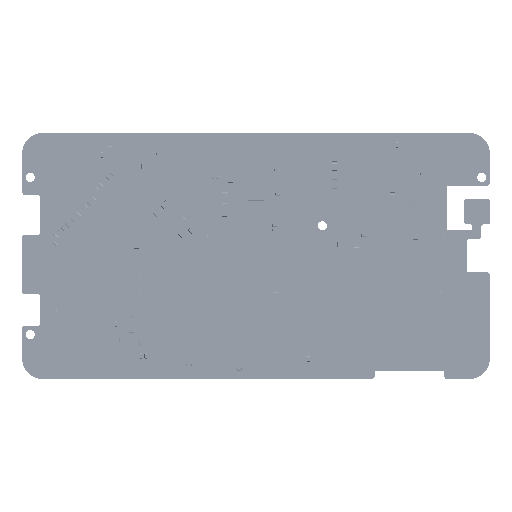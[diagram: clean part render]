
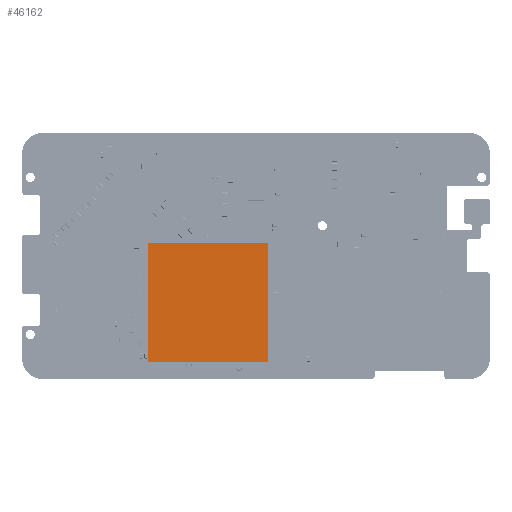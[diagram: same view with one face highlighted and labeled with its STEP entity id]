
A CAD part, top view. The second image highlights one B-rep face of the part: STEP entity #46162.
In plain terms, the highlighted planar face has unit normal (0, 0, 1).
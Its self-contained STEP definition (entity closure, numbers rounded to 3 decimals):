
#45848 = VERTEX_POINT('',#45849);
#45849 = CARTESIAN_POINT('',(-11.702,11.702,1.6));
#45856 = PLANE('',#45857);
#45857 = AXIS2_PLACEMENT_3D('',#45858,#45859,#45860);
#45858 = CARTESIAN_POINT('',(-11.702,11.702,0.));
#45859 = DIRECTION('',(0.,1.,0.));
#45860 = DIRECTION('',(1.,0.,0.));
#45868 = PLANE('',#45869);
#45869 = AXIS2_PLACEMENT_3D('',#45870,#45871,#45872);
#45870 = CARTESIAN_POINT('',(-11.702,-11.702,0.));
#45871 = DIRECTION('',(-1.,0.,0.));
#45872 = DIRECTION('',(0.,1.,0.));
#45880 = EDGE_CURVE('',#45848,#45881,#45883,.T.);
#45881 = VERTEX_POINT('',#45882);
#45882 = CARTESIAN_POINT('',(11.702,11.702,1.6));
#45883 = SURFACE_CURVE('',#45884,(#45888,#45895),.PCURVE_S1.);
#45884 = LINE('',#45885,#45886);
#45885 = CARTESIAN_POINT('',(-11.702,11.702,1.6));
#45886 = VECTOR('',#45887,1.);
#45887 = DIRECTION('',(1.,0.,0.));
#45888 = PCURVE('',#45856,#45889);
#45889 = DEFINITIONAL_REPRESENTATION('',(#45890),#45894);
#45890 = LINE('',#45891,#45892);
#45891 = CARTESIAN_POINT('',(0.,-1.6));
#45892 = VECTOR('',#45893,1.);
#45893 = DIRECTION('',(1.,0.));
#45894 = ( GEOMETRIC_REPRESENTATION_CONTEXT(2) 
PARAMETRIC_REPRESENTATION_CONTEXT() REPRESENTATION_CONTEXT('2D SPACE',''
  ) );
#45895 = PCURVE('',#45896,#45901);
#45896 = PLANE('',#45897);
#45897 = AXIS2_PLACEMENT_3D('',#45898,#45899,#45900);
#45898 = CARTESIAN_POINT('',(-11.702,11.702,1.6));
#45899 = DIRECTION('',(0.,0.,1.));
#45900 = DIRECTION('',(1.,0.,0.));
#45901 = DEFINITIONAL_REPRESENTATION('',(#45902),#45906);
#45902 = LINE('',#45903,#45904);
#45903 = CARTESIAN_POINT('',(0.,0.));
#45904 = VECTOR('',#45905,1.);
#45905 = DIRECTION('',(1.,0.));
#45906 = ( GEOMETRIC_REPRESENTATION_CONTEXT(2) 
PARAMETRIC_REPRESENTATION_CONTEXT() REPRESENTATION_CONTEXT('2D SPACE',''
  ) );
#45924 = PLANE('',#45925);
#45925 = AXIS2_PLACEMENT_3D('',#45926,#45927,#45928);
#45926 = CARTESIAN_POINT('',(11.702,11.702,0.));
#45927 = DIRECTION('',(1.,0.,0.));
#45928 = DIRECTION('',(0.,-1.,0.));
#45966 = EDGE_CURVE('',#45881,#45967,#45969,.T.);
#45967 = VERTEX_POINT('',#45968);
#45968 = CARTESIAN_POINT('',(11.702,-11.702,1.6));
#45969 = SURFACE_CURVE('',#45970,(#45974,#45981),.PCURVE_S1.);
#45970 = LINE('',#45971,#45972);
#45971 = CARTESIAN_POINT('',(11.702,11.702,1.6));
#45972 = VECTOR('',#45973,1.);
#45973 = DIRECTION('',(0.,-1.,0.));
#45974 = PCURVE('',#45924,#45975);
#45975 = DEFINITIONAL_REPRESENTATION('',(#45976),#45980);
#45976 = LINE('',#45977,#45978);
#45977 = CARTESIAN_POINT('',(0.,-1.6));
#45978 = VECTOR('',#45979,1.);
#45979 = DIRECTION('',(1.,0.));
#45980 = ( GEOMETRIC_REPRESENTATION_CONTEXT(2) 
PARAMETRIC_REPRESENTATION_CONTEXT() REPRESENTATION_CONTEXT('2D SPACE',''
  ) );
#45981 = PCURVE('',#45896,#45982);
#45982 = DEFINITIONAL_REPRESENTATION('',(#45983),#45987);
#45983 = LINE('',#45984,#45985);
#45984 = CARTESIAN_POINT('',(23.403,0.));
#45985 = VECTOR('',#45986,1.);
#45986 = DIRECTION('',(0.,-1.));
#45987 = ( GEOMETRIC_REPRESENTATION_CONTEXT(2) 
PARAMETRIC_REPRESENTATION_CONTEXT() REPRESENTATION_CONTEXT('2D SPACE',''
  ) );
#46005 = PLANE('',#46006);
#46006 = AXIS2_PLACEMENT_3D('',#46007,#46008,#46009);
#46007 = CARTESIAN_POINT('',(11.702,-11.702,0.));
#46008 = DIRECTION('',(0.,-1.,0.));
#46009 = DIRECTION('',(-1.,0.,0.));
#46042 = EDGE_CURVE('',#45967,#46043,#46045,.T.);
#46043 = VERTEX_POINT('',#46044);
#46044 = CARTESIAN_POINT('',(-11.702,-11.702,1.6));
#46045 = SURFACE_CURVE('',#46046,(#46050,#46057),.PCURVE_S1.);
#46046 = LINE('',#46047,#46048);
#46047 = CARTESIAN_POINT('',(11.702,-11.702,1.6));
#46048 = VECTOR('',#46049,1.);
#46049 = DIRECTION('',(-1.,0.,0.));
#46050 = PCURVE('',#46005,#46051);
#46051 = DEFINITIONAL_REPRESENTATION('',(#46052),#46056);
#46052 = LINE('',#46053,#46054);
#46053 = CARTESIAN_POINT('',(0.,-1.6));
#46054 = VECTOR('',#46055,1.);
#46055 = DIRECTION('',(1.,0.));
#46056 = ( GEOMETRIC_REPRESENTATION_CONTEXT(2) 
PARAMETRIC_REPRESENTATION_CONTEXT() REPRESENTATION_CONTEXT('2D SPACE',''
  ) );
#46057 = PCURVE('',#45896,#46058);
#46058 = DEFINITIONAL_REPRESENTATION('',(#46059),#46063);
#46059 = LINE('',#46060,#46061);
#46060 = CARTESIAN_POINT('',(23.403,-23.403));
#46061 = VECTOR('',#46062,1.);
#46062 = DIRECTION('',(-1.,0.));
#46063 = ( GEOMETRIC_REPRESENTATION_CONTEXT(2) 
PARAMETRIC_REPRESENTATION_CONTEXT() REPRESENTATION_CONTEXT('2D SPACE',''
  ) );
#46113 = EDGE_CURVE('',#46043,#45848,#46114,.T.);
#46114 = SURFACE_CURVE('',#46115,(#46119,#46126),.PCURVE_S1.);
#46115 = LINE('',#46116,#46117);
#46116 = CARTESIAN_POINT('',(-11.702,-11.702,1.6));
#46117 = VECTOR('',#46118,1.);
#46118 = DIRECTION('',(0.,1.,0.));
#46119 = PCURVE('',#45868,#46120);
#46120 = DEFINITIONAL_REPRESENTATION('',(#46121),#46125);
#46121 = LINE('',#46122,#46123);
#46122 = CARTESIAN_POINT('',(0.,-1.6));
#46123 = VECTOR('',#46124,1.);
#46124 = DIRECTION('',(1.,0.));
#46125 = ( GEOMETRIC_REPRESENTATION_CONTEXT(2) 
PARAMETRIC_REPRESENTATION_CONTEXT() REPRESENTATION_CONTEXT('2D SPACE',''
  ) );
#46126 = PCURVE('',#45896,#46127);
#46127 = DEFINITIONAL_REPRESENTATION('',(#46128),#46132);
#46128 = LINE('',#46129,#46130);
#46129 = CARTESIAN_POINT('',(0.,-23.403));
#46130 = VECTOR('',#46131,1.);
#46131 = DIRECTION('',(0.,1.));
#46132 = ( GEOMETRIC_REPRESENTATION_CONTEXT(2) 
PARAMETRIC_REPRESENTATION_CONTEXT() REPRESENTATION_CONTEXT('2D SPACE',''
  ) );
#46162 = ADVANCED_FACE('',(#46163),#45896,.T.);
#46163 = FACE_BOUND('',#46164,.F.);
#46164 = EDGE_LOOP('',(#46165,#46166,#46167,#46168));
#46165 = ORIENTED_EDGE('',*,*,#45880,.T.);
#46166 = ORIENTED_EDGE('',*,*,#45966,.T.);
#46167 = ORIENTED_EDGE('',*,*,#46042,.T.);
#46168 = ORIENTED_EDGE('',*,*,#46113,.T.);
